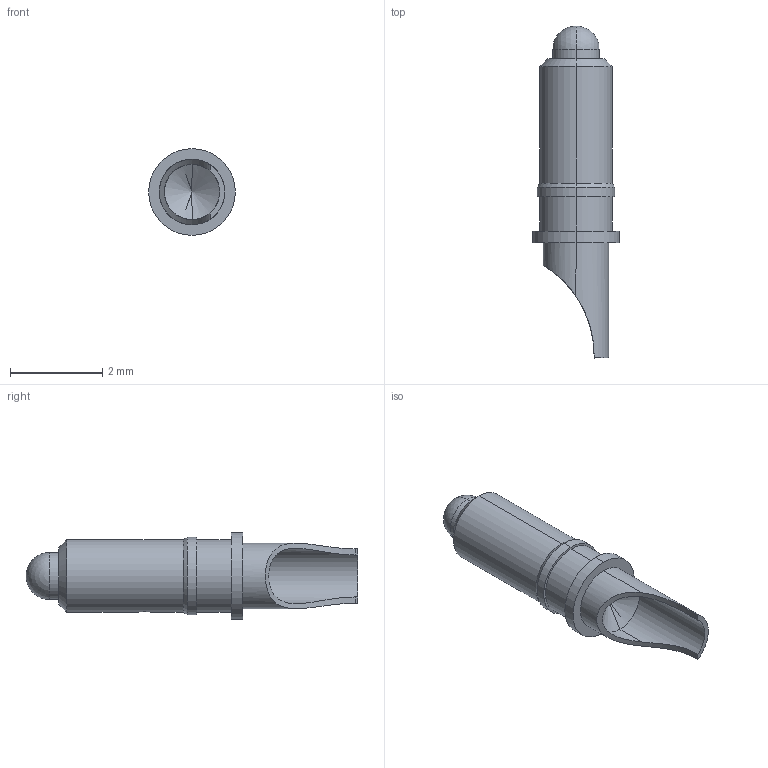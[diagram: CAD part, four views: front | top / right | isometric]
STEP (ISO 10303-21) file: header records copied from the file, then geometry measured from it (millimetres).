
FILE_DESCRIPTION (( 'STEP AP214' ), '1' );
FILE_NAME ('UEBK-12612_2017_09_12.STEP', '2017-09-13T14:06:21', ( '' ), ( '' ), 'SwSTEP 2.0', 'SolidWorks 2017', '' );
FILE_SCHEMA (( 'AUTOMOTIVE_DESIGN' ));
Length unit declared in the file: millimetre
Products named in the file (1): UEBK-12612_2017_09_12
Bounding box: 1.88 x 7.2 x 1.88 mm (x, y, z)
Volume: 9.5 mm3; surface area: 37.2 mm2
Topology: 1 solids, 1 shells, 34 faces, 85 edges, 51 vertices
Faces by surface type: cylinder 19, cone 8, plane 5, sphere 2
Entity records: 1093 total; most frequent: CARTESIAN_POINT 299, DIRECTION 161, ORIENTED_EDGE 154, EDGE_CURVE 77, AXIS2_PLACEMENT_3D 67, VERTEX_POINT 49, EDGE_LOOP 38, FACE_OUTER_BOUND 34
